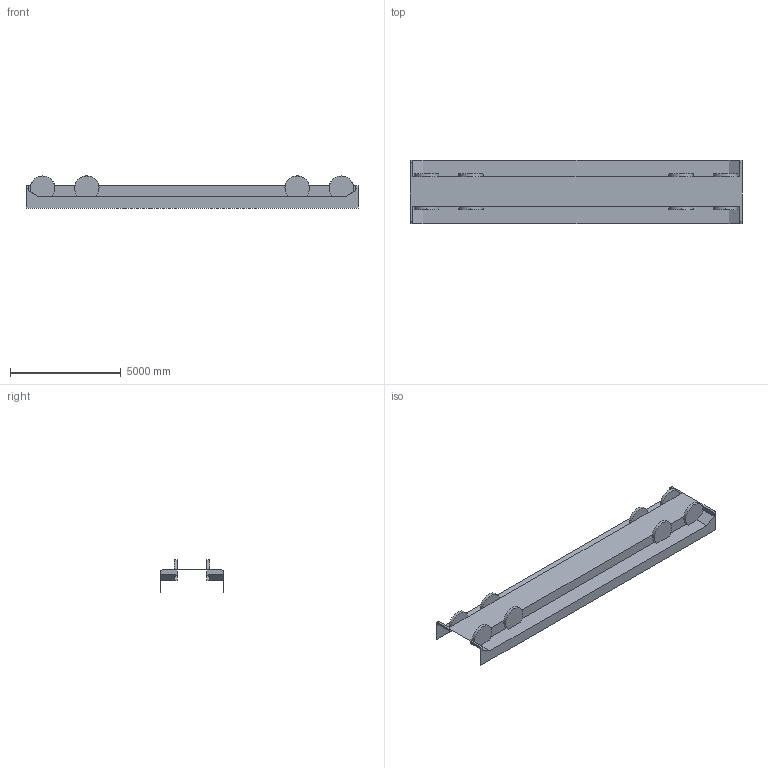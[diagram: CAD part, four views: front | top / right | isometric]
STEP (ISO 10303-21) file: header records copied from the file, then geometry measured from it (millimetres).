
FILE_DESCRIPTION (( 'STEP AP214' ), '1' );
FILE_NAME ('Locomotive_underbody_MediumDetailed.STEP', '2024-03-19T16:08:05', ( '' ), ( '' ), 'SwSTEP 2.0', 'SolidWorks 2022', '' );
FILE_SCHEMA (( 'AUTOMOTIVE_DESIGN' ));
Length unit declared in the file: millimetre
Products named in the file (1): Locomotive_underbody_MediumDetailed
Bounding box: 15000 x 2850 x 1450 mm (x, y, z)
Surface area: 81142767.5 mm2 (no closed solid volume)
Topology: 0 solids, 1 shells, 55 faces, 150 edges, 96 vertices
Faces by surface type: plane 39, cylinder 16
Entity records: 1749 total; most frequent: DIRECTION 310, CARTESIAN_POINT 302, ORIENTED_EDGE 288, EDGE_CURVE 150, AXIS2_PLACEMENT_3D 104, LINE 102, VECTOR 102, VERTEX_POINT 96
